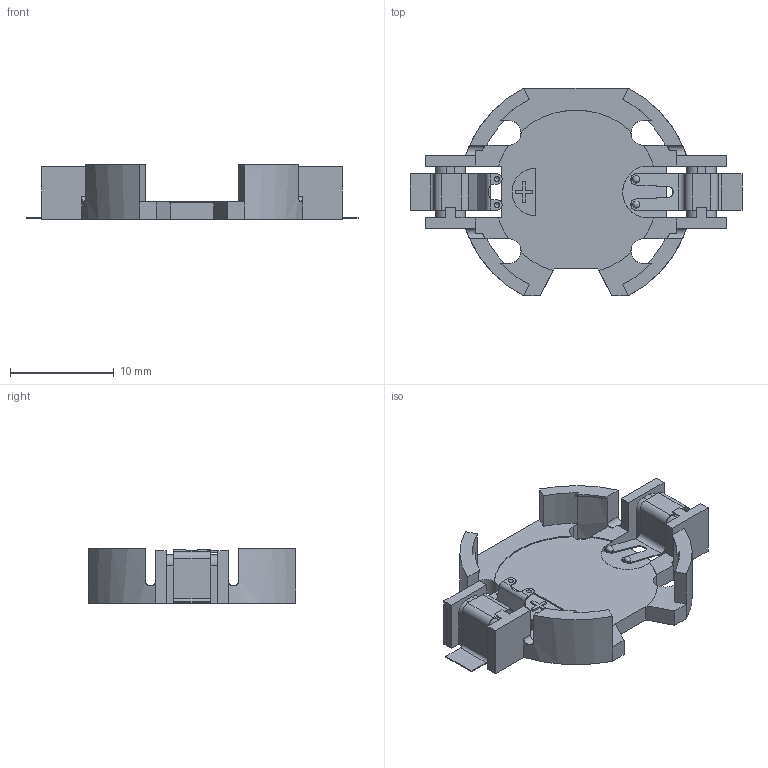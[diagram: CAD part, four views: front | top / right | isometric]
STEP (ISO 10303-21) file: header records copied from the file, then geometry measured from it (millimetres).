
FILE_DESCRIPTION(('FreeCAD Model'),'2;1');
FILE_NAME('cr2032_holder_smd_H2.step', '2017-01-20T15:53:16',('Author'),(''), 'Open CASCADE STEP processor 6.8','FreeCAD','Unknown');
FILE_SCHEMA(('AUTOMOTIVE_DESIGN_CC2 { 1 2 10303 214 -1 1 5 4 }'));
Length unit declared in the file: millimetre
Products named in the file (2): ASSEMBLY; cr2032_holder_smd_H2
Assembly tree (1 placements, depth 2):
  ASSEMBLY
    cr2032_holder_smd_H2
Bounding box: 32 x 20 x 5.3 mm (x, y, z)
Volume: 854.7 mm3; surface area: 1662.8 mm2
Topology: 1 solids, 1 shells, 231 faces, 682 edges, 450 vertices
Faces by surface type: plane 150, cylinder 67, sphere 8, torus 4, bspline 2
Entity records: 27344 total; most frequent: CARTESIAN_POINT 13131, DIRECTION 2091, ORIENTED_EDGE 1354, PCURVE 1354, DEFINITIONAL_REPRESENTATION 1354, LINE 1262, VECTOR 1262, EDGE_CURVE 677
